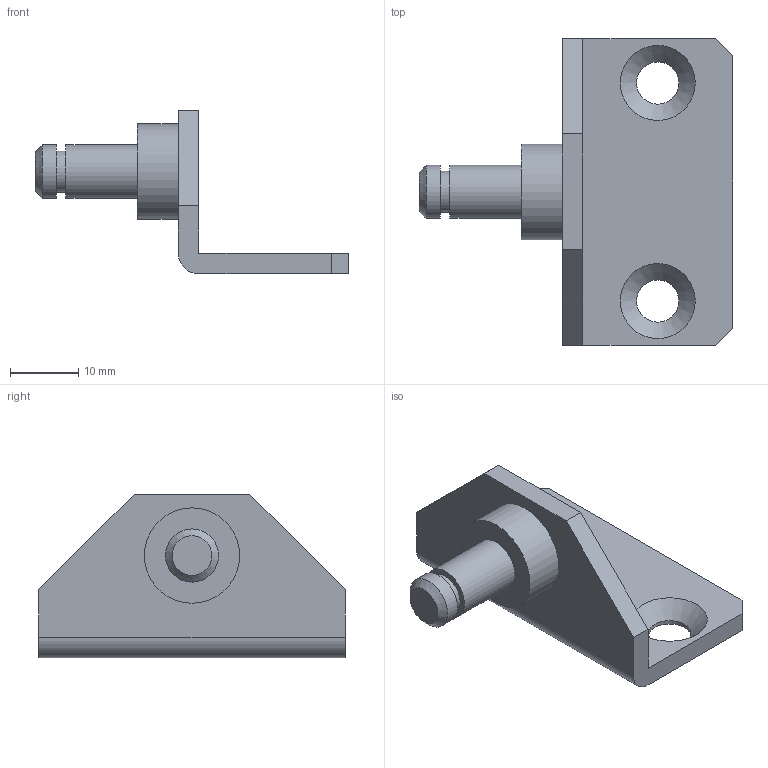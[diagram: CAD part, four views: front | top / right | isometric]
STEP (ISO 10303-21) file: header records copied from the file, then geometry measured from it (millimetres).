
FILE_DESCRIPTION(/* description */ ('Fissaggio art. 900BA5'),/* implementation_level */ '2;1');
FILE_NAME(/* name */ '900BA5.stp',/* time_stamp */ '2022-05-17T12:15:07+02:00',/* author */ ('marco.dallariva'),/* organization */ (''),/* preprocessor_version */ 'ST-DEVELOPER v18.1',/* originating_system */ 'Autodesk Inventor 2021',/* authorisation */ '');
FILE_SCHEMA (('AUTOMOTIVE_DESIGN { 1 0 10303 214 3 1 1 }'));
Length unit declared in the file: millimetre
Products named in the file (1): 900BA5
Bounding box: 46 x 45 x 24 mm (x, y, z)
Volume: 6795.9 mm3; surface area: 4764.9 mm2
Topology: 1 solids, 1 shells, 26 faces, 58 edges, 38 vertices
Faces by surface type: plane 16, cylinder 7, cone 3
Full cylindrical faces by diameter (mm): 6 x1, 6.2 x2, 7.8 x2, 14 x1
Entity records: 773 total; most frequent: DIRECTION 130, CARTESIAN_POINT 123, ORIENTED_EDGE 116, EDGE_CURVE 58, AXIS2_PLACEMENT_3D 45, LINE 40, VECTOR 40, VERTEX_POINT 38
